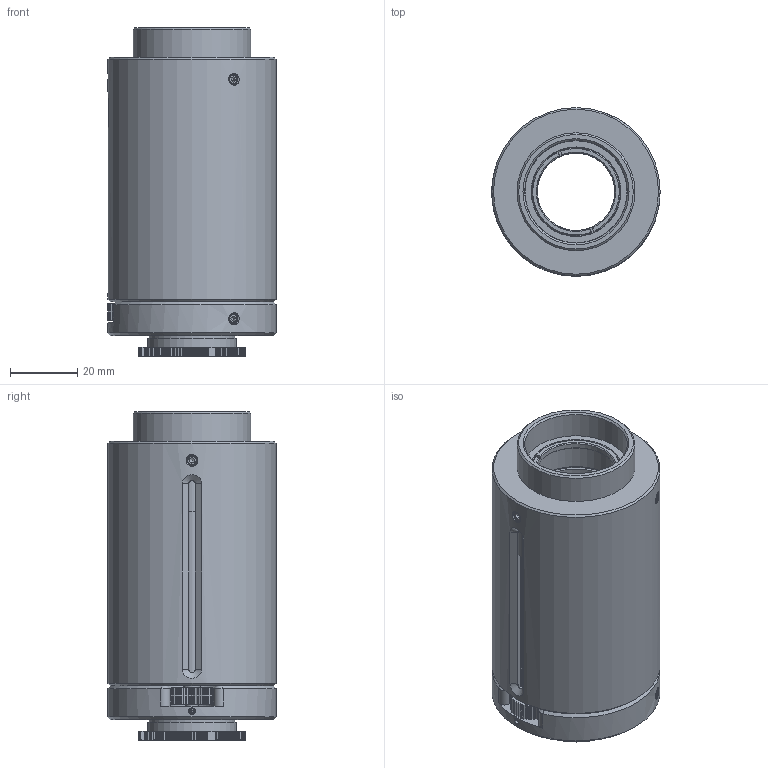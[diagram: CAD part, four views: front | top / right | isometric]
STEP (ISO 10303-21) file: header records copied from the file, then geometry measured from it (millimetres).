
FILE_DESCRIPTION (( 'STEP AP203' ), '1' );
FILE_NAME ('530249.step', '2025-08-19T08:55:30', ( 'Windows User' ), ( 'P R C' ), 'SwSTEP 2.0', 'SolidWorks 2020', '' );
FILE_SCHEMA (( 'CONFIG_CONTROL_DESIGN' ));
Length unit declared in the file: millimetre
Products named in the file (15): 3.03.31.02.255_SM1ES1-9_佪裝_SA; hex socket set screws with flat point gb_GB_FASTENER_SCREWS_HSFP M3X4-N; 粣創; 堍雄郪璃; SM1R-1_縐遠_ZA_3.03.31.11.484; 3.03.31.13.541_SM1ES1-5_傷裔_SB; 530249; 眻盄粣創; 3.03.31.13.799_SM1ES1-8_幗豪忒謫_SB; 3.03.31.13.538_SM1ES1-1_扥坫杶芠掛极_SB; 絳砃粣; 3.03.31.13.539_SM1ES1-2_伸缩套筒光学元件载体_SB; 3.03.31.02.210_SM1LR-1_蹟恇坶遠_SA; hexagon socket head cap screws gb_GB_FASTENER_SCREWS_HSHCS M3X10-N; hex socket set screws with flat point gb_GB_FASTENER_SCREWS_HSFP M2X3-N
Assembly tree (20 placements, depth 3):
  530249
    3.03.31.13.538_SM1ES1-1_扥坫杶芠掛极_SB
    堍雄郪璃
      3.03.31.13.539_SM1ES1-2_伸缩套筒光学元件载体_SB
    3.03.31.02.255_SM1ES1-9_佪裝_SA
    眻盄粣創
    絳砃粣
    3.03.31.13.541_SM1ES1-5_傷裔_SB
    3.03.31.13.799_SM1ES1-8_幗豪忒謫_SB
    粣創
    hex socket set screws with flat point gb_GB_FASTENER_SCREWS_HSFP M3X4-N  x5
    hexagon socket head cap screws gb_GB_FASTENER_SCREWS_HSHCS M3X10-N  x3
    hex socket set screws with flat point gb_GB_FASTENER_SCREWS_HSFP M2X3-N
    SM1R-1_縐遠_ZA_3.03.31.11.484
    3.03.31.02.210_SM1LR-1_蹟恇坶遠_SA
Bounding box: 50 x 50 x 97.7 mm (x, y, z)
Volume: 92037.3 mm3; surface area: 43150.2 mm2
Topology: 19 solids, 19 shells, 1076 faces, 2975 edges, 1957 vertices
Faces by surface type: plane 490, cylinder 331, bspline 202, cone 53
Full cylindrical faces by diameter (mm): 2 x2, 2.5 x3, 3 x23, 3.1 x1, 3.4 x3, 3.6 x3, 5 x1, 5.5 x3, 6 x6, 7 x4, 23 x1, 23.2 x1, 23.25 x1, 25 x1, 25.5 x1, 25.6 x2, 26.29 x1, 26.3 x1, 26.75 x1, 30.3 x1, 30.5 x1, 35 x1, 50 x2
Entity records: 42453 total; most frequent: CARTESIAN_POINT 18398, ORIENTED_EDGE 5196, DIRECTION 3863, EDGE_CURVE 2598, VERTEX_POINT 1771, AXIS2_PLACEMENT_3D 1474, EDGE_LOOP 1121, FACE_OUTER_BOUND 1026
